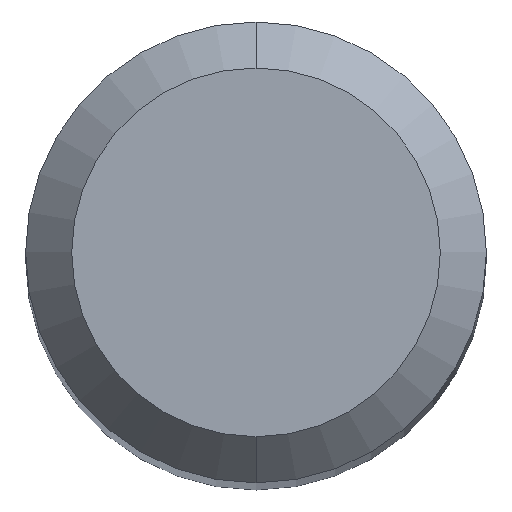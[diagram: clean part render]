
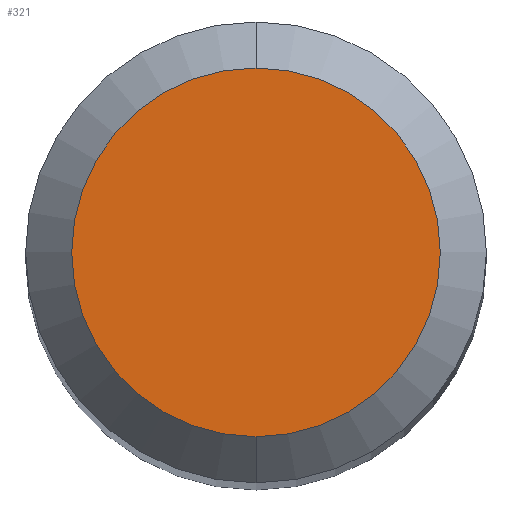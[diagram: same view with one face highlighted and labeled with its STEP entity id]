
A CAD part, top view. The second image highlights one B-rep face of the part: STEP entity #321.
In plain terms, the highlighted planar face has unit normal (0, 0, 1).
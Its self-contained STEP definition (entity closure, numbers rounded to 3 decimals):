
#209=EDGE_CURVE('',#381,#261,#522,.T.);
#261=VERTEX_POINT('',#577);
#281=EDGE_CURVE('',#261,#381,#598,.T.);
#321=ADVANCED_FACE('',(#643),#644,.T.);
#381=VERTEX_POINT('',#709);
#522=CIRCLE('',#873,1.2);
#577=CARTESIAN_POINT('',(0.,-1.2,0.0));
#598=CIRCLE('',#1025,1.2);
#643=FACE_OUTER_BOUND('',#1119,.T.);
#644=PLANE('',#1120);
#709=CARTESIAN_POINT('',(0.0,1.2,0.0));
#873=AXIS2_PLACEMENT_3D('',#1497,#1498,#1499);
#1025=AXIS2_PLACEMENT_3D('',#1564,#1565,#1566);
#1119=EDGE_LOOP('',(#1634,#1635));
#1120=AXIS2_PLACEMENT_3D('',#1636,#1637,#1638);
#1497=CARTESIAN_POINT('',(0.0,0.0,0.0));
#1498=DIRECTION('',(0.0,0.0,-1.0));
#1499=DIRECTION('',(0.0,1.0,0.0));
#1564=CARTESIAN_POINT('',(0.0,0.0,0.0));
#1565=DIRECTION('',(0.0,0.0,-1.0));
#1566=DIRECTION('',(0.0,1.0,0.0));
#1634=ORIENTED_EDGE('',*,*,#209,.F.);
#1635=ORIENTED_EDGE('',*,*,#281,.F.);
#1636=CARTESIAN_POINT('',(0.0,0.6,0.0));
#1637=DIRECTION('',(-0.0,0.0,1.0));
#1638=DIRECTION('',(0.0,-1.0,0.0));
